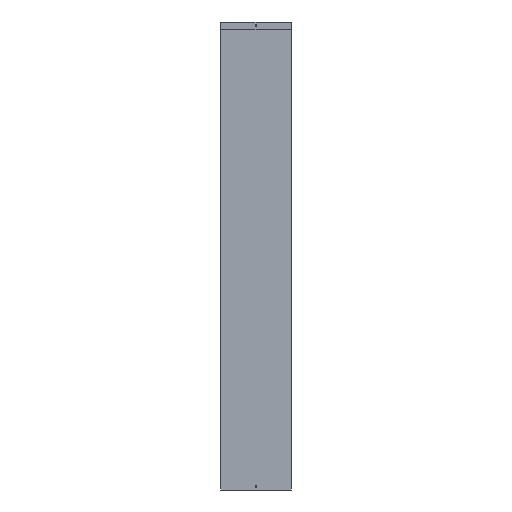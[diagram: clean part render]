
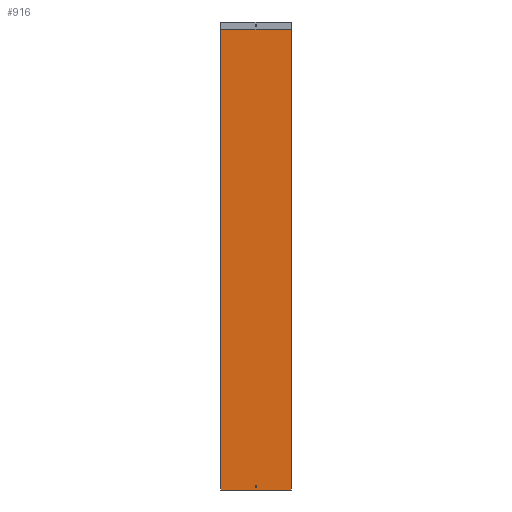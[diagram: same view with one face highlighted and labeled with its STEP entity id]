
A CAD part, front view. The second image highlights one B-rep face of the part: STEP entity #916.
In plain terms, the highlighted planar face has unit normal (0, -1, 0).
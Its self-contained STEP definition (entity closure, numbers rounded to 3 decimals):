
#50 = CARTESIAN_POINT ( 'NONE',  ( -150., 0., 1968. ) ) ;
#67 = CARTESIAN_POINT ( 'NONE',  ( 0., 0., 18.5 ) ) ;
#75 = CARTESIAN_POINT ( 'NONE',  ( 150., 0., 1968. ) ) ;
#80 = CARTESIAN_POINT ( 'NONE',  ( 150., 0., 0. ) ) ;
#143 = LINE ( 'NONE', #1253, #152 ) ;
#152 = VECTOR ( 'NONE', #1237, 1000. ) ;
#347 = AXIS2_PLACEMENT_3D ( 'NONE', #643, #631, #630 ) ;
#377 = AXIS2_PLACEMENT_3D ( 'NONE', #1115, #1114, #1113 ) ;
#403 = EDGE_CURVE ( 'NONE', #980, #1000, #143, .T. ) ;
#473 = EDGE_CURVE ( 'NONE', #997, #820, #697, .T. ) ;
#476 = EDGE_CURVE ( 'NONE', #801, #801, #705, .T. ) ;
#477 = EDGE_CURVE ( 'NONE', #997, #980, #708, .T. ) ;
#478 = EDGE_CURVE ( 'NONE', #820, #1000, #707, .T. ) ;
#527 = ORIENTED_EDGE ( 'NONE', *, *, #476, .F. ) ;
#532 = ORIENTED_EDGE ( 'NONE', *, *, #403, .F. ) ;
#536 = ORIENTED_EDGE ( 'NONE', *, *, #478, .T. ) ;
#539 = ORIENTED_EDGE ( 'NONE', *, *, #477, .F. ) ;
#540 = ORIENTED_EDGE ( 'NONE', *, *, #473, .T. ) ;
#630 = DIRECTION ( 'NONE',  ( 0., 0., 1. ) ) ;
#631 = DIRECTION ( 'NONE',  ( 0., 1., 0. ) ) ;
#635 = PLANE ( 'NONE',  #347 ) ;
#643 = CARTESIAN_POINT ( 'NONE',  ( -150., 0., 1969. ) ) ;
#697 = LINE ( 'NONE', #1129, #702 ) ;
#702 = VECTOR ( 'NONE', #1123, 1000. ) ;
#705 = CIRCLE ( 'NONE', #377, 3.5 ) ;
#707 = LINE ( 'NONE', #1119, #709 ) ;
#708 = LINE ( 'NONE', #1121, #710 ) ;
#709 = VECTOR ( 'NONE', #1110, 1000. ) ;
#710 = VECTOR ( 'NONE', #1112, 1000. ) ;
#789 = FACE_BOUND ( 'NONE', #1307, .T. ) ;
#792 = FACE_OUTER_BOUND ( 'NONE', #1319, .T. ) ;
#801 = VERTEX_POINT ( 'NONE', #67 ) ;
#820 = VERTEX_POINT ( 'NONE', #1046 ) ;
#916 = ADVANCED_FACE ( 'NONE', ( #789, #792 ), #635, .F. ) ;
#980 = VERTEX_POINT ( 'NONE', #75 ) ;
#997 = VERTEX_POINT ( 'NONE', #50 ) ;
#1000 = VERTEX_POINT ( 'NONE', #80 ) ;
#1046 = CARTESIAN_POINT ( 'NONE',  ( -150., 0., 0. ) ) ;
#1110 = DIRECTION ( 'NONE',  ( 1., 0., 0. ) ) ;
#1112 = DIRECTION ( 'NONE',  ( 1., 0., 0. ) ) ;
#1113 = DIRECTION ( 'NONE',  ( 0., 0., 1. ) ) ;
#1114 = DIRECTION ( 'NONE',  ( 0., -1., 0. ) ) ;
#1115 = CARTESIAN_POINT ( 'NONE',  ( 0., 0., 15. ) ) ;
#1119 = CARTESIAN_POINT ( 'NONE',  ( -150., 0., 0. ) ) ;
#1121 = CARTESIAN_POINT ( 'NONE',  ( -150., 0., 1968. ) ) ;
#1123 = DIRECTION ( 'NONE',  ( 0., 0., -1. ) ) ;
#1129 = CARTESIAN_POINT ( 'NONE',  ( -150., 0., 1969. ) ) ;
#1237 = DIRECTION ( 'NONE',  ( 0., 0., -1. ) ) ;
#1253 = CARTESIAN_POINT ( 'NONE',  ( 150., 0., 1969. ) ) ;
#1307 = EDGE_LOOP ( 'NONE', ( #527 ) ) ;
#1319 = EDGE_LOOP ( 'NONE', ( #532, #539, #540, #536 ) ) ;
